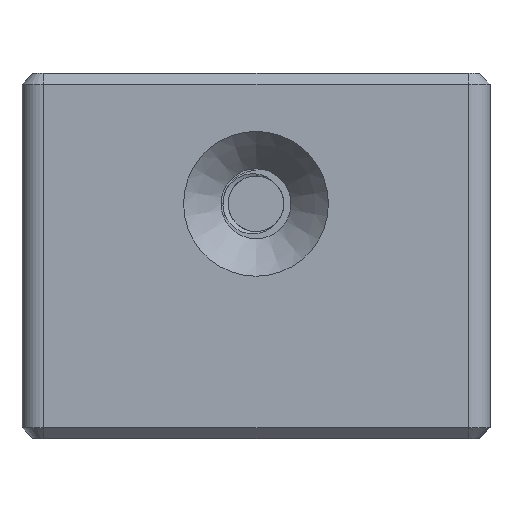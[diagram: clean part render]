
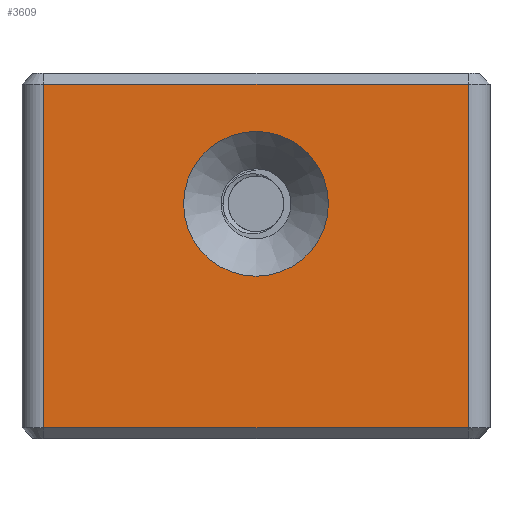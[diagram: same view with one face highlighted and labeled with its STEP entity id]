
A CAD part, left-side view. The second image highlights one B-rep face of the part: STEP entity #3609.
In plain terms, the highlighted planar face has unit normal (-1, 0, 0).
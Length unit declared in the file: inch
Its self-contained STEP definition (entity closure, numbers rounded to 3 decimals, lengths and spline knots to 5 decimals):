
#30=FACE_BOUND('',#511,.T.);
#68=PLANE('',#3873);
#287=FACE_OUTER_BOUND('',#510,.T.);
#510=EDGE_LOOP('',(#2940,#2941,#2942,#2943));
#511=EDGE_LOOP('',(#2944));
#816=CIRCLE('',#3833,0.20815);
#957=LINE('',#9902,#1275);
#959=LINE('',#9909,#1277);
#960=LINE('',#9911,#1278);
#961=LINE('',#9912,#1279);
#1275=VECTOR('',#4391,0.3937);
#1277=VECTOR('',#4401,0.3937);
#1278=VECTOR('',#4402,0.3937);
#1279=VECTOR('',#4403,0.3937);
#1658=VERTEX_POINT('',#9137);
#1688=VERTEX_POINT('',#9896);
#1689=VERTEX_POINT('',#9900);
#1690=VERTEX_POINT('',#9908);
#1691=VERTEX_POINT('',#9910);
#2069=EDGE_CURVE('',#1658,#1658,#816,.T.);
#2128=EDGE_CURVE('',#1689,#1688,#957,.T.);
#2131=EDGE_CURVE('',#1690,#1689,#959,.T.);
#2132=EDGE_CURVE('',#1691,#1690,#960,.T.);
#2133=EDGE_CURVE('',#1688,#1691,#961,.T.);
#2940=ORIENTED_EDGE('',*,*,#2128,.F.);
#2941=ORIENTED_EDGE('',*,*,#2131,.F.);
#2942=ORIENTED_EDGE('',*,*,#2132,.F.);
#2943=ORIENTED_EDGE('',*,*,#2133,.F.);
#2944=ORIENTED_EDGE('',*,*,#2069,.T.);
#3609=ADVANCED_FACE('',(#287,#30),#68,.T.);
#3833=AXIS2_PLACEMENT_3D('',#9138,#4282,#4283);
#3873=AXIS2_PLACEMENT_3D('',#9907,#4399,#4400);
#4282=DIRECTION('center_axis',(1.,0.,0.));
#4283=DIRECTION('ref_axis',(0.,0.,-1.));
#4391=DIRECTION('',(0.,-1.,0.));
#4399=DIRECTION('center_axis',(-1.,0.,0.));
#4400=DIRECTION('ref_axis',(0.,-1.,0.));
#4401=DIRECTION('',(0.,0.,1.));
#4402=DIRECTION('',(0.,1.,0.));
#4403=DIRECTION('',(0.,0.,-1.));
#9137=CARTESIAN_POINT('',(-0.6725,0.,4.73315));
#9138=CARTESIAN_POINT('Origin',(-0.6725,0.,4.525));
#9896=CARTESIAN_POINT('',(-0.6725,-0.61,4.86875));
#9900=CARTESIAN_POINT('',(-0.6725,0.61,4.86875));
#9902=CARTESIAN_POINT('',(-0.6725,0.33625,4.86875));
#9907=CARTESIAN_POINT('Origin',(-0.6725,0.6725,4.));
#9908=CARTESIAN_POINT('',(-0.6725,0.61,3.88125));
#9909=CARTESIAN_POINT('',(-0.6725,0.61,4.));
#9910=CARTESIAN_POINT('',(-0.6725,-0.61,3.88125));
#9911=CARTESIAN_POINT('',(-0.6725,0.33625,3.88125));
#9912=CARTESIAN_POINT('',(-0.6725,-0.61,4.));
